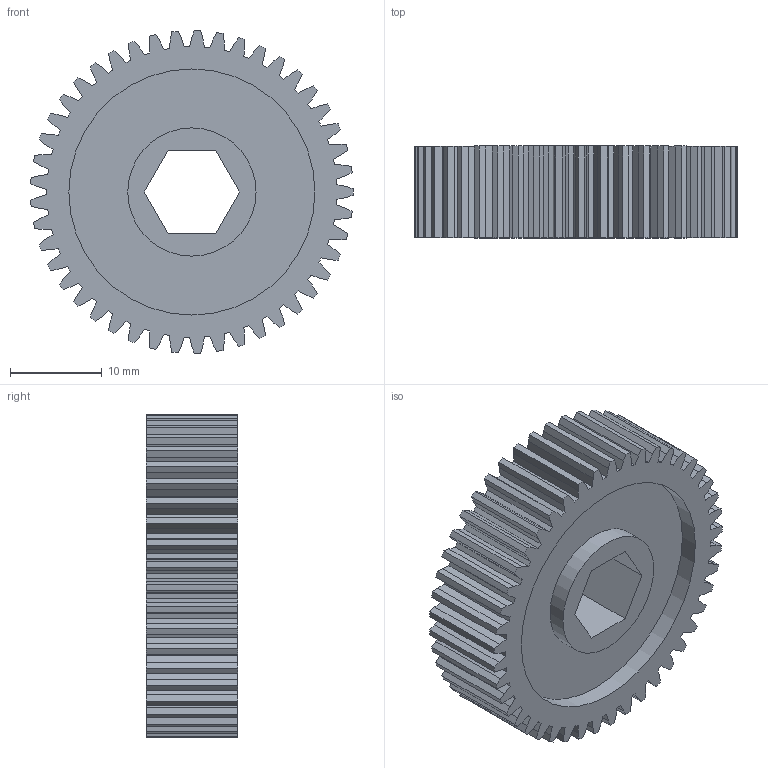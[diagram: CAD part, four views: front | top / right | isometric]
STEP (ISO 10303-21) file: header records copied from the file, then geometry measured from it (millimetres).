
FILE_DESCRIPTION(/* description */ ('STEP AP242','CAx-IF Rec.Pracs.---Representation and Presentation of Product Manufacturing Information (PMI)---4.0---2014-10-13','CAx-IF Rec.Pracs.---3D Tessellated Geometry---0.4---2014-09-14','2;1'),/* implementation_level */ '2;1');
FILE_NAME(/* name */ '668c8c451ccbe10d719d8d11',/* time_stamp */ '2024-07-09T01:03:02Z',/* author */ (''),/* organization */ (''),/* preprocessor_version */ 'ST-DEVELOPER v20',/* originating_system */ ' ',/* authorisation */ ' ');
FILE_SCHEMA (('AP242_MANAGED_MODEL_BASED_3D_ENGINEERING_MIM_LF { 1 0 10303 442 1 1 4 }'));
Length unit declared in the file: metre
Products named in the file (1): Hero Gear
Bounding box: 35.23 x 10 x 35.25 mm (x, y, z)
Volume: 6500.8 mm3; surface area: 4693.4 mm2
Topology: 1 solids, 1 shells, 286 faces, 840 edges, 560 vertices
Faces by surface type: plane 237, cylinder 49
Full cylindrical faces by diameter (mm): 14 x2, 26.875 x2
Entity records: 9408 total; most frequent: CARTESIAN_POINT 1683, ORIENTED_EDGE 1672, DIRECTION 1508, EDGE_CURVE 836, LINE 738, VECTOR 738, VERTEX_POINT 560, AXIS2_PLACEMENT_3D 385
